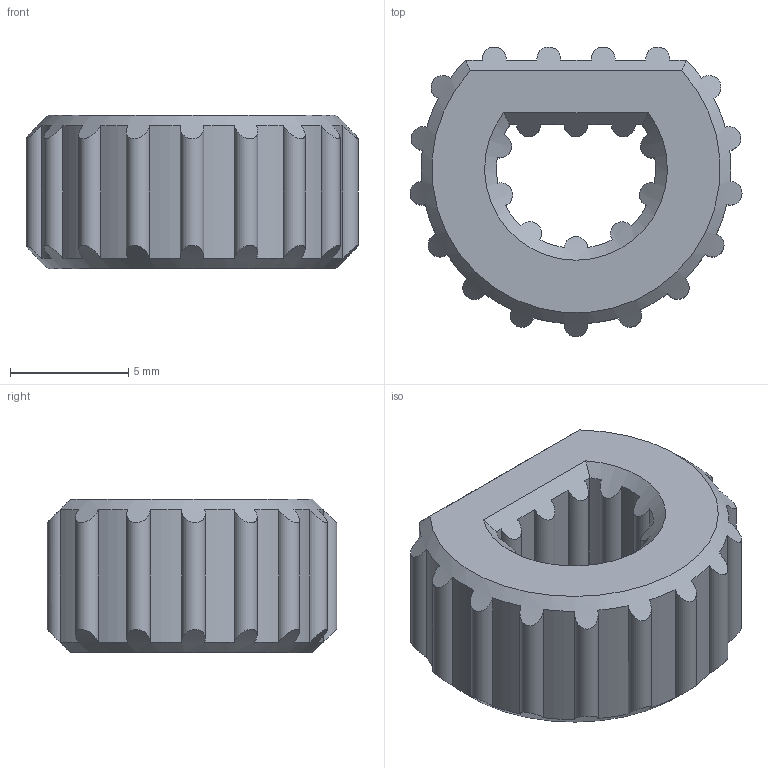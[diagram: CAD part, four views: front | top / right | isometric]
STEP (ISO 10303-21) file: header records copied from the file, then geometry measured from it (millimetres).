
FILE_DESCRIPTION(('FreeCAD Model'),'2;1');
FILE_NAME('Open CASCADE Shape Model','2024-04-16T15:40:58',('FreeCAD'),( 'FreeCAD'),'Open CASCADE STEP processor 7.6','FreeCAD','Unknown');
FILE_SCHEMA(('AUTOMOTIVE_DESIGN { 1 0 10303 214 1 1 1 1 }'));
Length unit declared in the file: millimetre
Products named in the file (1): Open CASCADE STEP translator 7.6 1
Bounding box: 14.02 x 12.23 x 6.5 mm (x, y, z)
Volume: 645.1 mm3; surface area: 641.1 mm2
Topology: 1 solids, 1 shells, 68 faces, 264 edges, 198 vertices
Faces by surface type: cylinder 49, plane 15, cone 4
Entity records: 4632 total; most frequent: CARTESIAN_POINT 2469, ORIENTED_EDGE 528, DIRECTION 386, EDGE_CURVE 264, VERTEX_POINT 198, AXIS2_PLACEMENT_3D 153, B_SPLINE_CURVE_WITH_KNOTS 100, LINE 80
